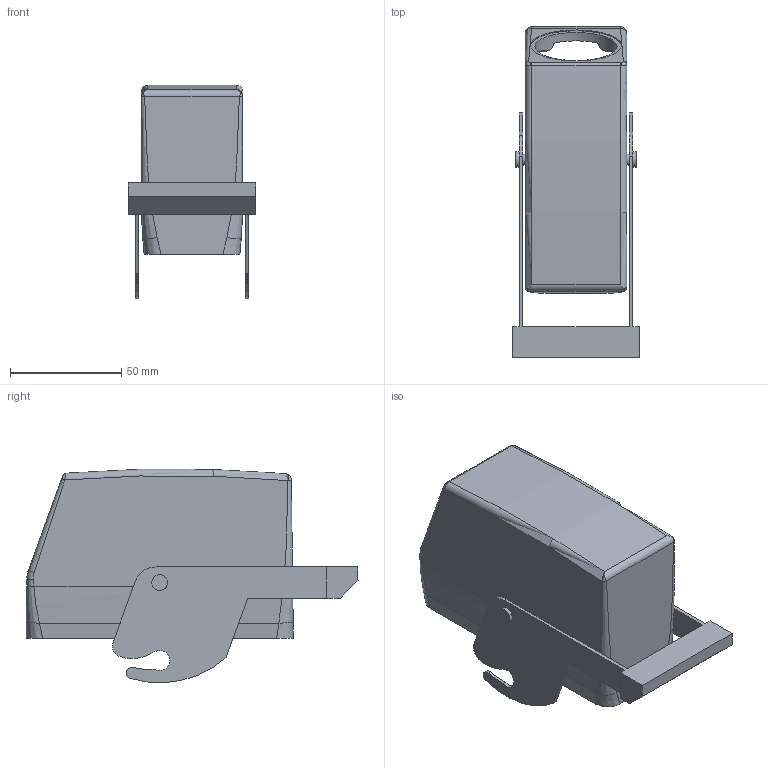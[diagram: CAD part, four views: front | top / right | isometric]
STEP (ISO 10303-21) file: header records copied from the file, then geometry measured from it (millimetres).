
FILE_DESCRIPTION(('CATIA V5 STEP Exchange','CAx-IF Rec.Pracs.--- Model Styling and Organization---1.4--- 2014-01-23'),'2;1');
FILE_NAME ('13414608_2', '2019-07-25T14:15:49+00:00', ('none'), ('Weidmueller'), 'CATIA Version 5-6 Release 2016 SP3 HF44', 'CATIA V5 STEP AP214', 'none');
FILE_SCHEMA(('AUTOMOTIVE_DESIGN { 1 0 10303 214 1 1 1 1 }'));
Length unit declared in the file: millimetre
Products named in the file (1): 1663390000
Bounding box: 57 x 149 x 95.76 mm (x, y, z)
Volume: 135312.3 mm3; surface area: 66973.2 mm2
Topology: 1 solids, 1 shells, 131 faces, 350 edges, 226 vertices
Faces by surface type: plane 54, cylinder 53, bspline 22, torus 2
Entity records: 6288 total; most frequent: CARTESIAN_POINT 3361, ORIENTED_EDGE 696, DIRECTION 422, EDGE_CURVE 348, VERTEX_POINT 226, AXIS2_PLACEMENT_3D 179, VECTOR 164, LINE 164
